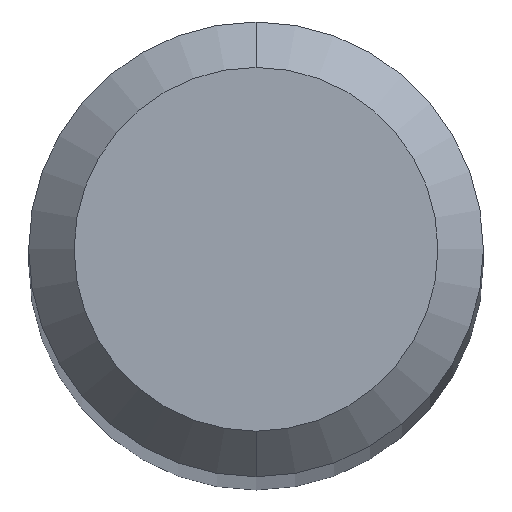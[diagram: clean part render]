
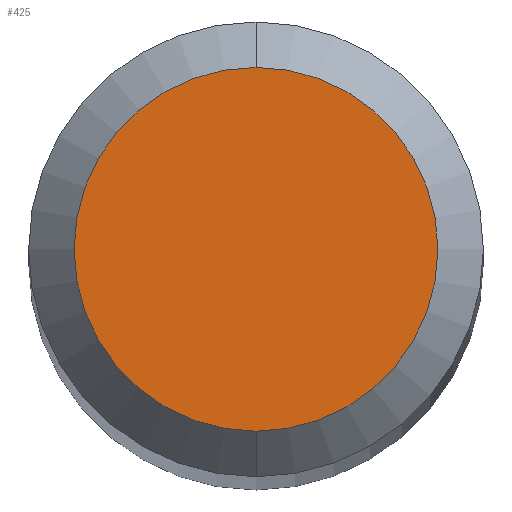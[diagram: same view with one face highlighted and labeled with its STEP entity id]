
A CAD part, top view. The second image highlights one B-rep face of the part: STEP entity #425.
In plain terms, the highlighted planar face has unit normal (0, 0, 1).
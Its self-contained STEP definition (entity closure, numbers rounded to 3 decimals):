
#215=VERTEX_POINT('',#528);
#391=EDGE_CURVE('',#215,#415,#721,.T.);
#415=VERTEX_POINT('',#746);
#425=ADVANCED_FACE('',(#756),#757,.T.);
#459=EDGE_CURVE('',#415,#215,#796,.T.);
#528=CARTESIAN_POINT('',(0.0,1.2,0.0));
#721=CIRCLE('',#1285,1.2);
#746=CARTESIAN_POINT('',(0.,-1.2,0.0));
#756=FACE_OUTER_BOUND('',#1338,.T.);
#757=PLANE('',#1339);
#796=CIRCLE('',#1438,1.2);
#1285=AXIS2_PLACEMENT_3D('',#1716,#1717,#1718);
#1338=EDGE_LOOP('',(#1749,#1750));
#1339=AXIS2_PLACEMENT_3D('',#1751,#1752,#1753);
#1438=AXIS2_PLACEMENT_3D('',#1799,#1800,#1801);
#1716=CARTESIAN_POINT('',(0.0,0.0,0.0));
#1717=DIRECTION('',(0.0,0.0,-1.0));
#1718=DIRECTION('',(0.0,1.0,0.0));
#1749=ORIENTED_EDGE('',*,*,#391,.F.);
#1750=ORIENTED_EDGE('',*,*,#459,.F.);
#1751=CARTESIAN_POINT('',(0.0,0.6,0.0));
#1752=DIRECTION('',(-0.0,0.0,1.0));
#1753=DIRECTION('',(0.0,-1.0,0.0));
#1799=CARTESIAN_POINT('',(0.0,0.0,0.0));
#1800=DIRECTION('',(0.0,0.0,-1.0));
#1801=DIRECTION('',(0.0,1.0,0.0));
